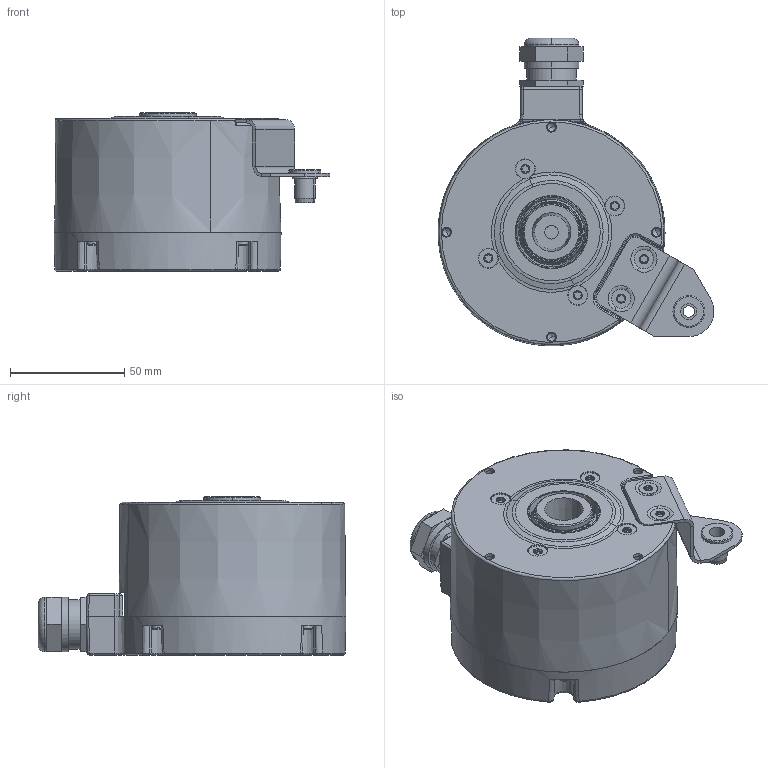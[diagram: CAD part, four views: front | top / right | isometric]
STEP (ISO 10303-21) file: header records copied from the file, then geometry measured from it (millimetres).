
FILE_DESCRIPTION((''),'2;1');
FILE_NAME('784967-01','2013-08-08T',('se2562'),(''),'PRO/ENGINEER BY PARAMETRIC TECHNOLOGY CORPORATION, 2011410','PRO/ENGINEER BY PARAMETRIC TECHNOLOGY CORPORATION, 2011410','');
FILE_SCHEMA(('CONFIG_CONTROL_DESIGN'));
Length unit declared in the file: millimetre
Products named in the file (1): 784967-01
Bounding box: 120.94 x 134.85 x 69.5 mm (x, y, z)
Volume: 255287.1 mm3; surface area: 111208.8 mm2
Topology: 20 solids, 36 shells, 1105 faces, 2545 edges, 1451 vertices
Faces by surface type: cylinder 308, cone 238, plane 206, torus 155, bspline 104, sphere 94
Entity records: 38753 total; most frequent: CARTESIAN_POINT 14887, DIRECTION 5246, ORIENTED_EDGE 4790, EDGE_CURVE 2395, AXIS2_PLACEMENT_3D 2287, VERTEX_POINT 1451, CIRCLE 1286, EDGE_LOOP 1204
